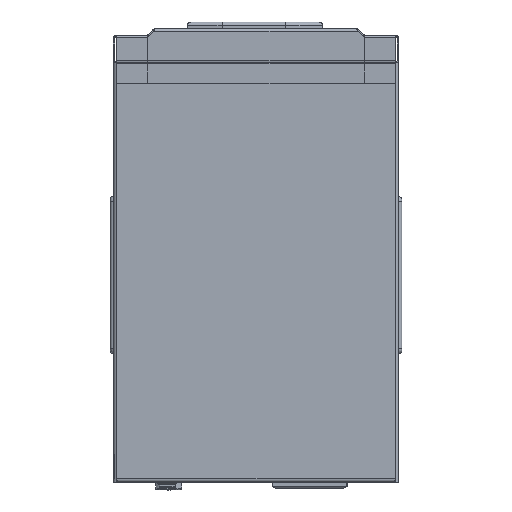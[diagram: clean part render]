
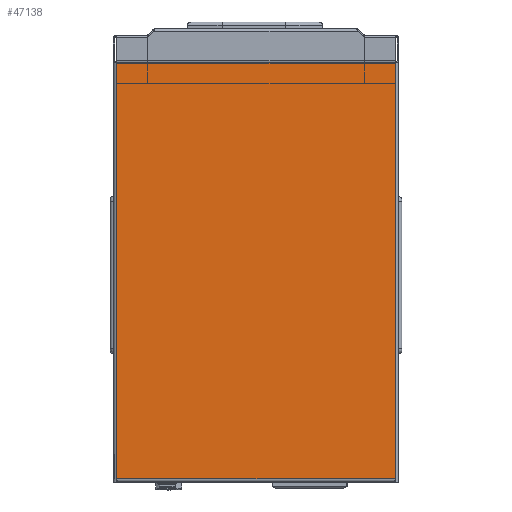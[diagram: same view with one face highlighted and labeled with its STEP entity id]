
A CAD part, top view. The second image highlights one B-rep face of the part: STEP entity #47138.
In plain terms, the highlighted face is planar.
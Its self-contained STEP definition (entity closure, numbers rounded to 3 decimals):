
#914 = DIRECTION ( 'NONE',  ( -1., 0., 0. ) ) ;
#1639 = ORIENTED_EDGE ( 'NONE', *, *, #6598, .T. ) ;
#5372 = AXIS2_PLACEMENT_3D ( 'NONE', #38559, #65005, #70749 ) ;
#6192 = VERTEX_POINT ( 'NONE', #18511 ) ;
#6598 = EDGE_CURVE ( 'NONE', #42592, #6192, #21391, .T. ) ;
#11388 = VERTEX_POINT ( 'NONE', #65211 ) ;
#14884 = LINE ( 'NONE', #36076, #27446 ) ;
#15230 = VECTOR ( 'NONE', #65059, 1000. ) ;
#15954 = EDGE_CURVE ( 'NONE', #11388, #49249, #62459, .T. ) ;
#17057 = CARTESIAN_POINT ( 'NONE',  ( 0., 0., 161.2 ) ) ;
#18511 = CARTESIAN_POINT ( 'NONE',  ( 238.2, 0., 161.2 ) ) ;
#18954 = VECTOR ( 'NONE', #25102, 1000. ) ;
#21391 = LINE ( 'NONE', #17057, #15230 ) ;
#21670 = ORIENTED_EDGE ( 'NONE', *, *, #25476, .T. ) ;
#25102 = DIRECTION ( 'NONE',  ( 0., 0., 1. ) ) ;
#25283 = DIRECTION ( 'NONE',  ( 0., 0., -1. ) ) ;
#25476 = EDGE_CURVE ( 'NONE', #49249, #42592, #37296, .T. ) ;
#27446 = VECTOR ( 'NONE', #25283, 1000. ) ;
#27776 = ORIENTED_EDGE ( 'NONE', *, *, #49958, .T. ) ;
#29812 = CARTESIAN_POINT ( 'NONE',  ( 0., 0., 1.8 ) ) ;
#36076 = CARTESIAN_POINT ( 'NONE',  ( 238.2, 0., 161.2 ) ) ;
#37296 = LINE ( 'NONE', #43067, #18954 ) ;
#38559 = CARTESIAN_POINT ( 'NONE',  ( 0., 0., 0. ) ) ;
#42592 = VERTEX_POINT ( 'NONE', #47388 ) ;
#43067 = CARTESIAN_POINT ( 'NONE',  ( 0., 0., 0. ) ) ;
#46049 = CARTESIAN_POINT ( 'NONE',  ( 240., 0., 1.8 ) ) ;
#47138 = ADVANCED_FACE ( 'NONE', ( #69452 ), #65697, .T. ) ;
#47388 = CARTESIAN_POINT ( 'NONE',  ( 0., 0., 161.2 ) ) ;
#49249 = VERTEX_POINT ( 'NONE', #29812 ) ;
#49958 = EDGE_CURVE ( 'NONE', #6192, #11388, #14884, .T. ) ;
#50717 = ORIENTED_EDGE ( 'NONE', *, *, #15954, .T. ) ;
#60034 = EDGE_LOOP ( 'NONE', ( #1639, #27776, #50717, #21670 ) ) ;
#62459 = LINE ( 'NONE', #46049, #69755 ) ;
#65005 = DIRECTION ( 'NONE',  ( 0., 1., 0. ) ) ;
#65059 = DIRECTION ( 'NONE',  ( 1., 0., 0. ) ) ;
#65211 = CARTESIAN_POINT ( 'NONE',  ( 238.2, 0., 1.8 ) ) ;
#65697 = PLANE ( 'NONE',  #5372 ) ;
#69452 = FACE_OUTER_BOUND ( 'NONE', #60034, .T. ) ;
#69755 = VECTOR ( 'NONE', #914, 1000. ) ;
#70749 = DIRECTION ( 'NONE',  ( 0., 0., 1. ) ) ;
